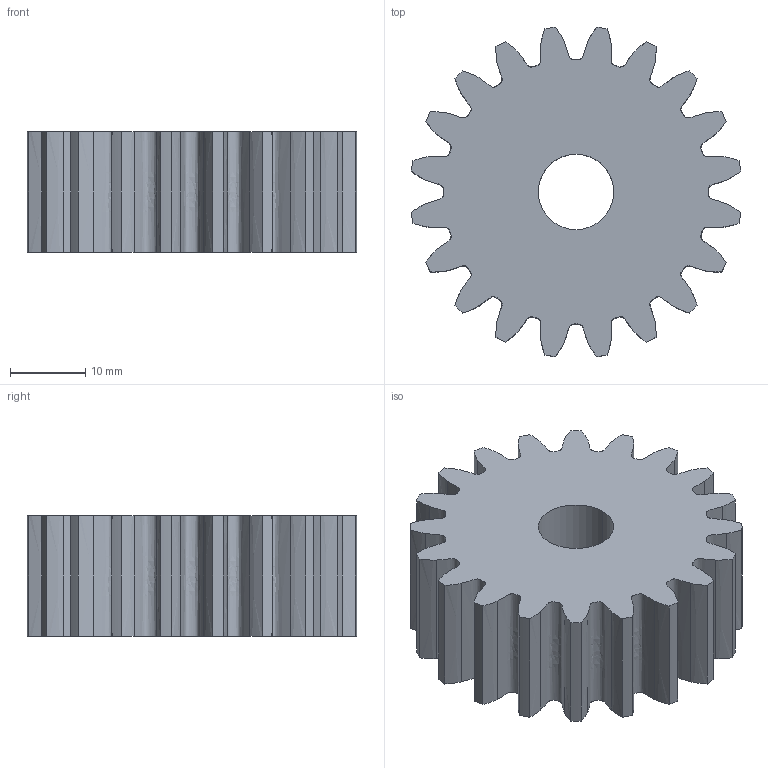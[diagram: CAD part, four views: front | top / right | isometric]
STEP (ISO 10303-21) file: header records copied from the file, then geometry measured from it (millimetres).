
FILE_DESCRIPTION (( 'STEP AP214' ), '1' );
FILE_NAME ('118-020-020.STEP', '2010-05-20T11:57:21', ( 'Josef Marchelbeck' ), ( 'WMH Herion Antriebstechnik GmbH' ), 'SwSTEP 2.0', 'SolidWorks 2010', '' );
FILE_SCHEMA (( 'AUTOMOTIVE_DESIGN' ));
Length unit declared in the file: millimetre
Products named in the file (1): 118-020-020
Bounding box: 43.65 x 43.65 x 16 mm (x, y, z)
Volume: 18670.4 mm3; surface area: 6740.5 mm2
Topology: 1 solids, 1 shells, 84 faces, 246 edges, 164 vertices
Faces by surface type: bspline 60, cylinder 22, plane 2
Entity records: 4492 total; most frequent: CARTESIAN_POINT 2595, ORIENTED_EDGE 492, EDGE_CURVE 246, DIRECTION 220, VERTEX_POINT 164, B_SPLINE_CURVE_WITH_KNOTS 120, EDGE_LOOP 86, FACE_OUTER_BOUND 84
